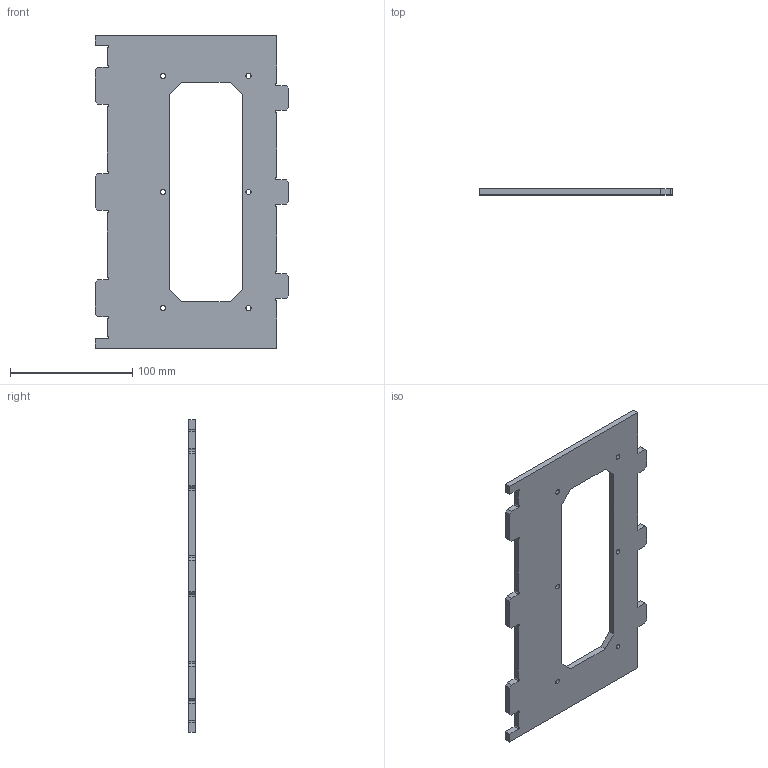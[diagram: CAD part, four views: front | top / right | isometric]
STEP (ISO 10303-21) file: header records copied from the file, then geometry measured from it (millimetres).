
FILE_DESCRIPTION (( 'STEP AP203' ), '1' );
FILE_NAME ('SHRPRO-V1 1110.11-A Gear cover.step', '2019-12-23T20:12:31', ( '' ), ( '' ), 'SwSTEP 2.0', 'SolidWorks 2018', '' );
FILE_SCHEMA (( 'CONFIG_CONTROL_DESIGN' ));
Length unit declared in the file: millimetre
Products named in the file (1): SHRPRO-V1 1110.11-A Gear cover
Bounding box: 158.5 x 5 x 256 mm (x, y, z)
Volume: 131934.4 mm3; surface area: 60207.1 mm2
Topology: 1 solids, 1 shells, 80 faces, 234 edges, 156 vertices
Faces by surface type: plane 54, cylinder 26
Entity records: 2743 total; most frequent: CARTESIAN_POINT 483, ORIENTED_EDGE 468, DIRECTION 436, EDGE_CURVE 234, LINE 170, VECTOR 170, VERTEX_POINT 156, AXIS2_PLACEMENT_3D 133
